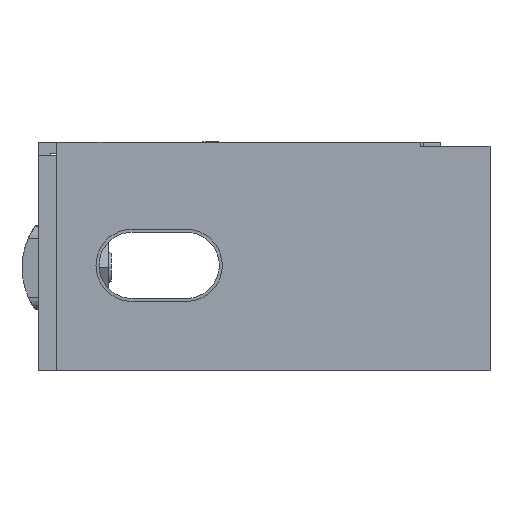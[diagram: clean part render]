
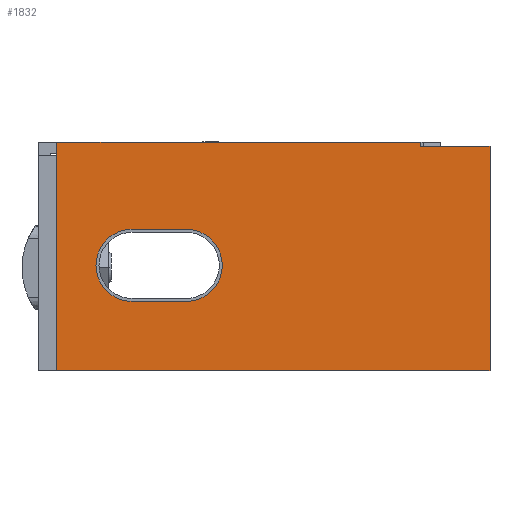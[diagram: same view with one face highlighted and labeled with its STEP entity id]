
A CAD part, left-side view. The second image highlights one B-rep face of the part: STEP entity #1832.
In plain terms, the highlighted face is planar.
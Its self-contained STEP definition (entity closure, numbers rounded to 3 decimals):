
#577=DIRECTION('',(0.,0.,1.));
#578=VECTOR('',#577,0.696);
#579=CARTESIAN_POINT('',(310.,31.9,-0.24));
#580=LINE('',#579,#578);
#581=DIRECTION('',(0.,0.,1.));
#582=VECTOR('',#581,37.304);
#583=CARTESIAN_POINT('',(310.,20.4,0.457));
#584=LINE('',#583,#582);
#585=DIRECTION('',(0.,1.,0.));
#586=VECTOR('',#585,72.);
#587=CARTESIAN_POINT('',(310.,20.4,37.76));
#588=LINE('',#587,#586);
#589=DIRECTION('',(0.,-1.,0.));
#590=VECTOR('',#589,60.5);
#591=CARTESIAN_POINT('',(310.,92.4,-0.24));
#592=LINE('',#591,#590);
#593=DIRECTION('',(0.,-1.,0.));
#594=VECTOR('',#593,9.);
#595=CARTESIAN_POINT('',(310.,79.9,14.26));
#596=LINE('',#595,#594);
#597=CARTESIAN_POINT('',(310.,79.9,20.26));
#598=DIRECTION('',(-1.,0.,0.));
#599=DIRECTION('',(0.,1.,0.));
#600=AXIS2_PLACEMENT_3D('',#597,#598,#599);
#602=CARTESIAN_POINT('',(310.,79.9,20.26));
#603=DIRECTION('',(-1.,0.,0.));
#604=DIRECTION('',(0.,0.,1.));
#605=AXIS2_PLACEMENT_3D('',#602,#603,#604);
#607=DIRECTION('',(0.,1.,0.));
#608=VECTOR('',#607,9.);
#609=CARTESIAN_POINT('',(310.,70.9,26.26));
#610=LINE('',#609,#608);
#611=CARTESIAN_POINT('',(310.,70.9,20.26));
#612=DIRECTION('',(-1.,0.,0.));
#613=DIRECTION('',(0.,-1.,0.));
#614=AXIS2_PLACEMENT_3D('',#611,#612,#613);
#616=CARTESIAN_POINT('',(310.,70.9,20.26));
#617=DIRECTION('',(-1.,0.,0.));
#618=DIRECTION('',(0.,0.,-1.));
#619=AXIS2_PLACEMENT_3D('',#616,#617,#618);
#641=DIRECTION('',(0.,-1.,0.));
#642=VECTOR('',#641,11.5);
#643=CARTESIAN_POINT('',(310.,31.9,0.457));
#644=LINE('',#643,#642);
#713=DIRECTION('',(0.,0.,1.));
#714=VECTOR('',#713,38.);
#715=CARTESIAN_POINT('',(310.,92.4,-0.24));
#716=LINE('',#715,#714);
#1083=CARTESIAN_POINT('',(310.,85.9,20.26));
#1084=CARTESIAN_POINT('',(310.,79.9,14.26));
#1085=VERTEX_POINT('',#1083);
#1086=VERTEX_POINT('',#1084);
#1087=CARTESIAN_POINT('',(310.,79.9,26.26));
#1088=VERTEX_POINT('',#1087);
#1089=CARTESIAN_POINT('',(310.,70.9,26.26));
#1090=VERTEX_POINT('',#1089);
#1091=CARTESIAN_POINT('',(310.,64.9,20.26));
#1092=VERTEX_POINT('',#1091);
#1093=CARTESIAN_POINT('',(310.,70.9,14.26));
#1094=VERTEX_POINT('',#1093);
#1141=CARTESIAN_POINT('',(310.,92.4,-0.24));
#1142=CARTESIAN_POINT('',(310.,31.9,-0.24));
#1143=VERTEX_POINT('',#1141);
#1144=VERTEX_POINT('',#1142);
#1165=CARTESIAN_POINT('',(310.,20.4,37.76));
#1167=VERTEX_POINT('',#1165);
#1169=CARTESIAN_POINT('',(310.,92.4,37.76));
#1171=VERTEX_POINT('',#1169);
#1176=CARTESIAN_POINT('',(310.,31.9,0.457));
#1178=VERTEX_POINT('',#1176);
#1190=CARTESIAN_POINT('',(310.,20.4,0.457));
#1191=VERTEX_POINT('',#1190);
#1801=CARTESIAN_POINT('',(310.,48.537,27.198));
#1802=DIRECTION('',(1.,0.,0.));
#1803=DIRECTION('',(0.,-1.,0.));
#1804=AXIS2_PLACEMENT_3D('',#1801,#1802,#1803);
#1805=PLANE('',#1804);
#1807=ORIENTED_EDGE('',*,*,#1806,.T.);
#1809=ORIENTED_EDGE('',*,*,#1808,.T.);
#1810=ORIENTED_EDGE('',*,*,#1791,.T.);
#1812=ORIENTED_EDGE('',*,*,#1811,.T.);
#1814=ORIENTED_EDGE('',*,*,#1813,.F.);
#1815=ORIENTED_EDGE('',*,*,#1402,.T.);
#1816=EDGE_LOOP('',(#1807,#1809,#1810,#1812,#1814,#1815));
#1817=FACE_OUTER_BOUND('',#1816,.F.);
#1819=ORIENTED_EDGE('',*,*,#1818,.F.);
#1821=ORIENTED_EDGE('',*,*,#1820,.F.);
#1823=ORIENTED_EDGE('',*,*,#1822,.F.);
#1825=ORIENTED_EDGE('',*,*,#1824,.F.);
#1827=ORIENTED_EDGE('',*,*,#1826,.F.);
#1829=ORIENTED_EDGE('',*,*,#1828,.F.);
#1830=EDGE_LOOP('',(#1819,#1821,#1823,#1825,#1827,#1829));
#1831=FACE_BOUND('',#1830,.F.);
#1832=ADVANCED_FACE('',(#1817,#1831),#1805,.T.);
#601=CIRCLE('',#600,6.);
#606=CIRCLE('',#605,6.);
#615=CIRCLE('',#614,6.);
#620=CIRCLE('',#619,6.);
#1402=EDGE_CURVE('',#1143,#1144,#592,.T.);
#1791=EDGE_CURVE('',#1191,#1167,#584,.T.);
#1806=EDGE_CURVE('',#1144,#1178,#580,.T.);
#1808=EDGE_CURVE('',#1178,#1191,#644,.T.);
#1811=EDGE_CURVE('',#1167,#1171,#588,.T.);
#1813=EDGE_CURVE('',#1143,#1171,#716,.T.);
#1818=EDGE_CURVE('',#1086,#1094,#596,.T.);
#1820=EDGE_CURVE('',#1085,#1086,#601,.T.);
#1822=EDGE_CURVE('',#1088,#1085,#606,.T.);
#1824=EDGE_CURVE('',#1090,#1088,#610,.T.);
#1826=EDGE_CURVE('',#1092,#1090,#615,.T.);
#1828=EDGE_CURVE('',#1094,#1092,#620,.T.);
